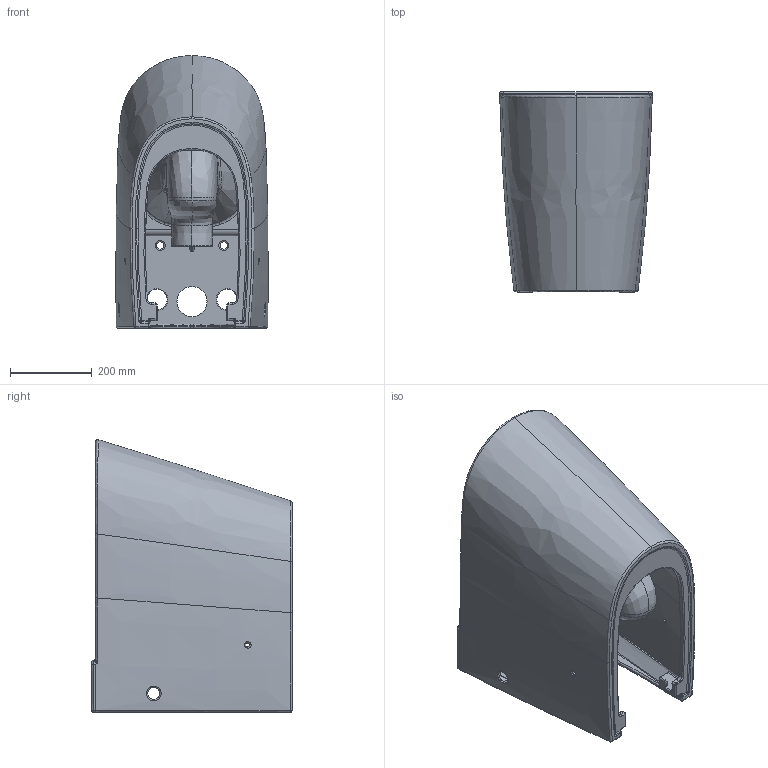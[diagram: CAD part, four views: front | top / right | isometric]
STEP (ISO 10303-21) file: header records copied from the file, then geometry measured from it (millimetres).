
FILE_DESCRIPTION (( 'STEP AP203' ), '1' );
FILE_NAME ('S27R311852.STEP', '2025-05-19T08:01:21', ( '' ), ( '' ), 'SwSTEP 2.0', 'SolidWorks 2021', '' );
FILE_SCHEMA (( 'CONFIG_CONTROL_DESIGN' ));
Products named in the file (1): S27R311852
Bounding box: 373.72 x 490.4 x 668.55 mm (x, y, z)
Volume: 14272643.6 mm3; surface area: 2627832.8 mm2
Topology: 1 solids, 1 shells, 536 faces, 1265 edges, 729 vertices
Faces by surface type: bspline 353, cylinder 92, torus 44, plane 35, sphere 12
Entity records: 60092 total; most frequent: CARTESIAN_POINT 50499, ORIENTED_EDGE 2526, EDGE_CURVE 1263, DIRECTION 1201, VERTEX_POINT 729, B_SPLINE_CURVE_WITH_KNOTS 670, EDGE_LOOP 558, FACE_OUTER_BOUND 536
